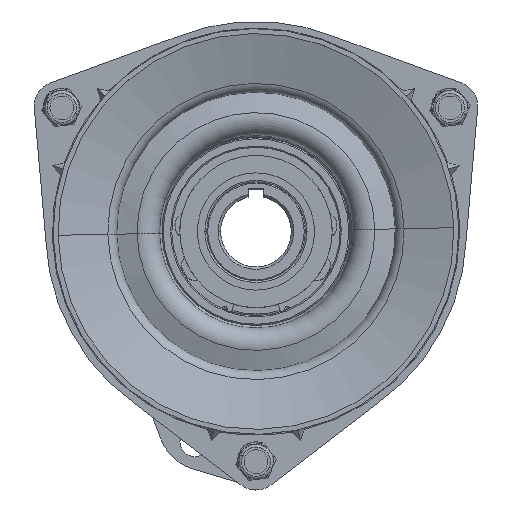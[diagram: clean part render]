
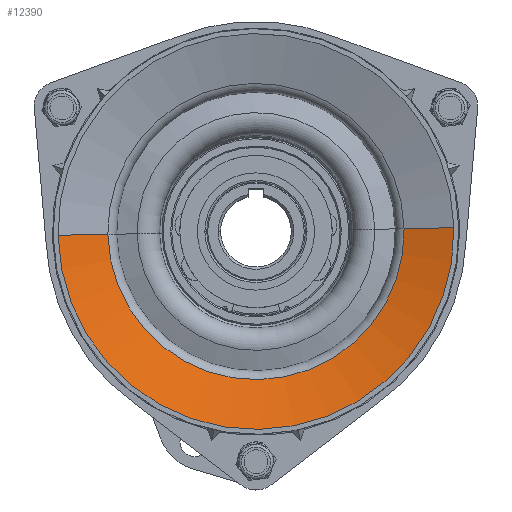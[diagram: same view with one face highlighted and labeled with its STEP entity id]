
A CAD part, top view. The second image highlights one B-rep face of the part: STEP entity #12390.
In plain terms, the highlighted conical face has half-angle 73 degrees and reference radius 80 mm.
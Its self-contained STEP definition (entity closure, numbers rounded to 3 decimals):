
#283 = DIRECTION ( 'NONE',  ( 0., 0., 1. ) ) ;
#385 = CARTESIAN_POINT ( 'NONE',  ( 0., 0., 47.569 ) ) ;
#1365 = CARTESIAN_POINT ( 'NONE',  ( -79.986, -1.518, 47.569 ) ) ;
#1712 = DIRECTION ( 'NONE',  ( -1., -0.019, 0. ) ) ;
#2540 = DIRECTION ( 'NONE',  ( 0., 0., -1. ) ) ;
#2788 = CARTESIAN_POINT ( 'NONE',  ( 79.986, 1.518, 47.569 ) ) ;
#4149 = LINE ( 'NONE', #1365, #11195 ) ;
#4674 = FACE_OUTER_BOUND ( 'NONE', #12666, .T. ) ;
#5207 = VERTEX_POINT ( 'NONE', #8924 ) ;
#5453 = VERTEX_POINT ( 'NONE', #9952 ) ;
#8924 = CARTESIAN_POINT ( 'NONE',  ( 59.855, 1.136, 41.414 ) ) ;
#9952 = CARTESIAN_POINT ( 'NONE',  ( -79.986, -1.518, 47.569 ) ) ;
#9960 = ORIENTED_EDGE ( 'NONE', *, *, #14322, .T. ) ;
#10653 = VERTEX_POINT ( 'NONE', #28656 ) ;
#11195 = VECTOR ( 'NONE', #17968, 1000. ) ;
#11698 = VERTEX_POINT ( 'NONE', #29166 ) ;
#12390 = ADVANCED_FACE ( 'NONE', ( #4674 ), #22114, .F. ) ;
#12666 = EDGE_LOOP ( 'NONE', ( #9960, #20675, #21950, #30603 ) ) ;
#14322 = EDGE_CURVE ( 'NONE', #5207, #10653, #19797, .T. ) ;
#15910 = DIRECTION ( 'NONE',  ( 0., 0., -1. ) ) ;
#16725 = CARTESIAN_POINT ( 'NONE',  ( 0., 0., 47.569 ) ) ;
#17000 = DIRECTION ( 'NONE',  ( 1., 0.019, 0. ) ) ;
#17902 = AXIS2_PLACEMENT_3D ( 'NONE', #16725, #2540, #19130 ) ;
#17920 = LINE ( 'NONE', #2788, #29701 ) ;
#17968 = DIRECTION ( 'NONE',  ( -0.956, -0.018, 0.292 ) ) ;
#19130 = DIRECTION ( 'NONE',  ( -1., -0.019, 0. ) ) ;
#19797 = CIRCLE ( 'NONE', #29963, 59.866 ) ;
#20607 = EDGE_CURVE ( 'NONE', #5207, #11698, #17920, .T. ) ;
#20675 = ORIENTED_EDGE ( 'NONE', *, *, #21521, .T. ) ;
#21167 = EDGE_CURVE ( 'NONE', #11698, #5453, #29674, .T. ) ;
#21521 = EDGE_CURVE ( 'NONE', #10653, #5453, #4149, .T. ) ;
#21950 = ORIENTED_EDGE ( 'NONE', *, *, #21167, .F. ) ;
#22114 = CONICAL_SURFACE ( 'NONE', #27752, 80., 1.274 ) ;
#24104 = DIRECTION ( 'NONE',  ( 0.956, 0.018, 0.292 ) ) ;
#27752 = AXIS2_PLACEMENT_3D ( 'NONE', #385, #283, #17000 ) ;
#28656 = CARTESIAN_POINT ( 'NONE',  ( -59.855, -1.136, 41.414 ) ) ;
#29166 = CARTESIAN_POINT ( 'NONE',  ( 79.986, 1.518, 47.569 ) ) ;
#29674 = CIRCLE ( 'NONE', #17902, 80. ) ;
#29701 = VECTOR ( 'NONE', #24104, 1000. ) ;
#29963 = AXIS2_PLACEMENT_3D ( 'NONE', #30047, #15910, #1712 ) ;
#30047 = CARTESIAN_POINT ( 'NONE',  ( 0., 0., 41.414 ) ) ;
#30603 = ORIENTED_EDGE ( 'NONE', *, *, #20607, .F. ) ;
